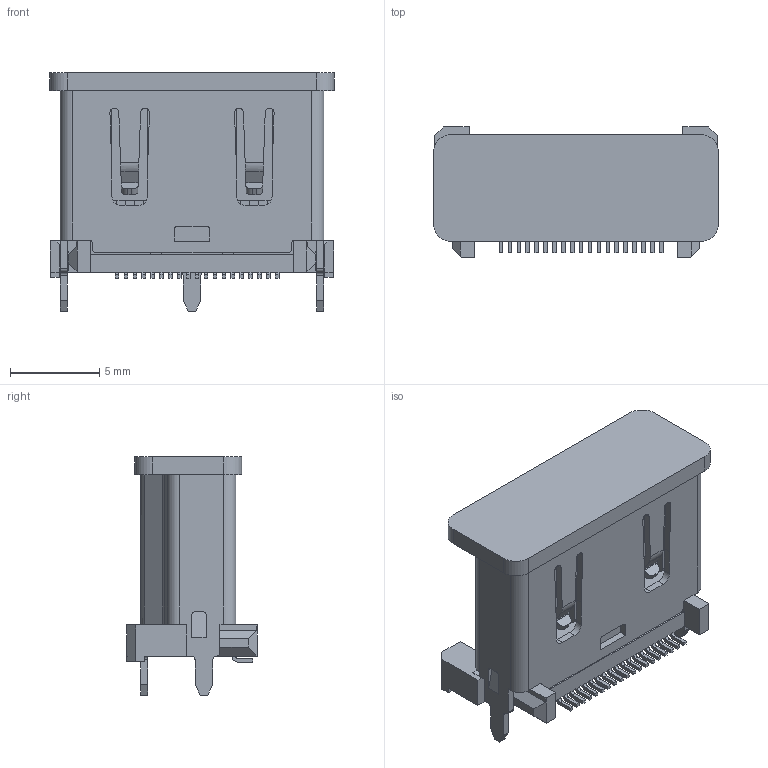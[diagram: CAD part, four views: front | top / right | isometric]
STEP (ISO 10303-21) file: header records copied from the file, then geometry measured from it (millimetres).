
FILE_DESCRIPTION(('Creo Elements/Direct Modeling STEP Export'),'2;1');
FILE_NAME('model.stp','2021-12-09T17:18:35',(''),(''),'Creo Elements/Direct Modeling STEP processor for AP214 (Solid Model)','Creo Elements/Direct Modeling 20.1D 10-Oct-2020 (C) Parametric Technology GmbH','');
FILE_SCHEMA(('AUTOMOTIVE_DESIGN { 1 0 10303 214 1 1 1 1 }'));
Length unit declared in the file: millimetre
Products named in the file (4): T1.1; T1.2; CUC-HDMI-J1ST-S_HAF-SMD
Assembly tree (3 placements, depth 3):
  CUC-HDMI-J1ST-S_HAF-SMD
    CUC-HDMI-J1ST-S_HAF-SMD
      T1.2
      T1.1
Bounding box: 16 x 7.31 x 13.4 mm (x, y, z)
Volume: 604 mm3; surface area: 1865.5 mm2
Topology: 2 solids, 2 shells, 790 faces, 2500 edges, 1638 vertices
Faces by surface type: plane 597, cylinder 179, cone 8, torus 6
Entity records: 33971 total; most frequent: CARTESIAN_POINT 5007, ORIENTED_EDGE 5000, DIRECTION 4438, EDGE_CURVE 2500, VECTOR 2120, LINE 2120, VERTEX_POINT 1638, AXIS2_PLACEMENT_3D 1159
